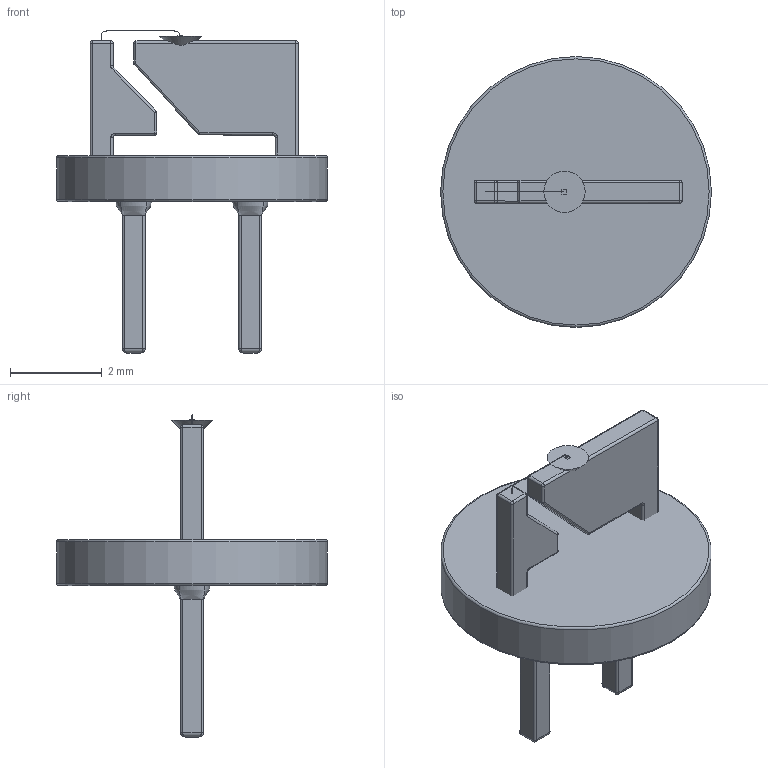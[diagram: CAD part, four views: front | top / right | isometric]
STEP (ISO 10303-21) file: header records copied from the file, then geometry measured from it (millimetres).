
FILE_DESCRIPTION(('STEP AP214'), '1');
FILE_NAME('LED-ARL-4853UWC-E-0.5W', '', ('UNSPECIFIED'), ('UNSPECIFIED'), 'C3D Converter', 'C3D Toolkit', '');
FILE_SCHEMA(('AUTOMOTIVE_DESIGN { 1 0 10303 214 3 1 1}'));
Length unit declared in the file: millimetre
Bounding box: 5.9 x 5.9 x 7.01 mm (x, y, z)
Volume: 33.5 mm3; surface area: 111.6 mm2
Topology: 2 solids, 2 shells, 157 faces, 365 edges, 202 vertices
Faces by surface type: cylinder 64, plane 46, sphere 20, bspline 17, torus 10
Full cylindrical faces by diameter (mm): 0.01 x2, 5.9 x1
Entity records: 6759 total; most frequent: CARTESIAN_POINT 2176, DIRECTION 682, ORIENTED_EDGE 630, EDGE_CURVE 315, AXIS2_PLACEMENT_3D 261, VERTEX_POINT 175, COLOUR_RGB 173, PRESENTATION_STYLE_ASSIGNMENT 173
